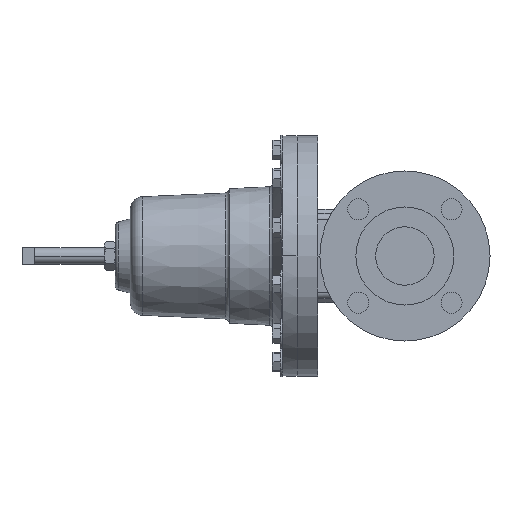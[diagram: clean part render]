
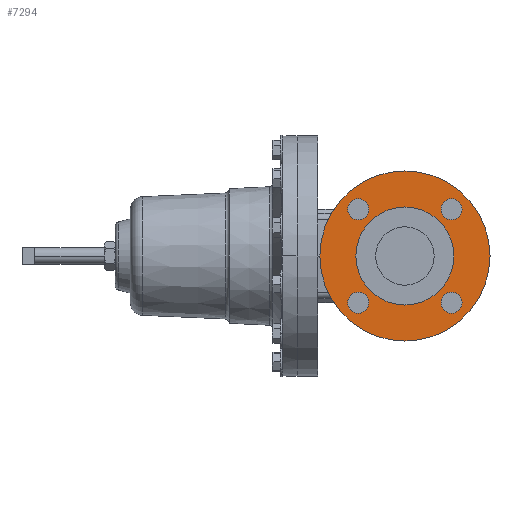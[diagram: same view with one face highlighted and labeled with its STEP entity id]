
A CAD part, left-side view. The second image highlights one B-rep face of the part: STEP entity #7294.
In plain terms, the highlighted planar face has unit normal (-1, 0, 0).
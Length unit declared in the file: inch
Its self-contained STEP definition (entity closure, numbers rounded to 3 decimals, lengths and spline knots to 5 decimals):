
#31 = EDGE_LOOP ( 'NONE', ( #17568, #18179 ) ) ;
#72 = DIRECTION ( 'NONE',  ( -1., 0., 0. ) ) ;
#204 = DIRECTION ( 'NONE',  ( -1., 0., 0. ) ) ;
#318 = VERTEX_POINT ( 'NONE', #2063 ) ;
#422 = AXIS2_PLACEMENT_3D ( 'NONE', #17129, #8751, #18059 ) ;
#738 = CARTESIAN_POINT ( 'NONE',  ( -4.33998, 1.37179, -1.68179 ) ) ;
#866 = DIRECTION ( 'NONE',  ( -1., 0., 0. ) ) ;
#1060 = DIRECTION ( 'NONE',  ( 0., 0., 1. ) ) ;
#1122 = AXIS2_PLACEMENT_3D ( 'NONE', #14319, #16949, #1702 ) ;
#1321 = EDGE_LOOP ( 'NONE', ( #9151, #10064 ) ) ;
#1364 = DIRECTION ( 'NONE',  ( 0., 0., -1. ) ) ;
#1702 = DIRECTION ( 'NONE',  ( 0., 0., -1. ) ) ;
#1767 = DIRECTION ( 'NONE',  ( 0., 0., -1. ) ) ;
#1769 = EDGE_CURVE ( 'NONE', #5212, #8303, #17996, .T. ) ;
#1840 = CIRCLE ( 'NONE', #9038, 1.44 ) ;
#2056 = VERTEX_POINT ( 'NONE', #16598 ) ;
#2063 = CARTESIAN_POINT ( 'NONE',  ( -4.33998, -1.37179, -1.68179 ) ) ;
#2256 = FACE_BOUND ( 'NONE', #9709, .T. ) ;
#2388 = VERTEX_POINT ( 'NONE', #5124 ) ;
#2415 = DIRECTION ( 'NONE',  ( -1., 0., 0. ) ) ;
#2601 = EDGE_CURVE ( 'NONE', #2388, #15747, #6837, .T. ) ;
#2795 = VERTEX_POINT ( 'NONE', #738 ) ;
#3059 = PLANE ( 'NONE',  #1122 ) ;
#3291 = CARTESIAN_POINT ( 'NONE',  ( -4.33998, 0., 1.44 ) ) ;
#3537 = CARTESIAN_POINT ( 'NONE',  ( -4.33998, 1.37179, -1.06179 ) ) ;
#3602 = VERTEX_POINT ( 'NONE', #13857 ) ;
#3988 = ORIENTED_EDGE ( 'NONE', *, *, #8198, .F. ) ;
#4404 = AXIS2_PLACEMENT_3D ( 'NONE', #4831, #10325, #1767 ) ;
#4452 = DIRECTION ( 'NONE',  ( 0., 0., -1. ) ) ;
#4514 = VERTEX_POINT ( 'NONE', #16390 ) ;
#4646 = FACE_OUTER_BOUND ( 'NONE', #1321, .T. ) ;
#4803 = DIRECTION ( 'NONE',  ( -1., 0., 0. ) ) ;
#4831 = CARTESIAN_POINT ( 'NONE',  ( -4.33998, 0., 0. ) ) ;
#4990 = ORIENTED_EDGE ( 'NONE', *, *, #9164, .F. ) ;
#5049 = ORIENTED_EDGE ( 'NONE', *, *, #10124, .F. ) ;
#5124 = CARTESIAN_POINT ( 'NONE',  ( -4.33998, 1.37179, 1.06179 ) ) ;
#5212 = VERTEX_POINT ( 'NONE', #16663 ) ;
#5335 = CIRCLE ( 'NONE', #5931, 0.31 ) ;
#5412 = CIRCLE ( 'NONE', #7029, 2.5 ) ;
#5647 = CARTESIAN_POINT ( 'NONE',  ( -4.33998, -1.37179, 1.37179 ) ) ;
#5931 = AXIS2_PLACEMENT_3D ( 'NONE', #17732, #9444, #1060 ) ;
#5969 = VERTEX_POINT ( 'NONE', #9211 ) ;
#5999 = CIRCLE ( 'NONE', #7927, 0.31 ) ;
#6027 = CARTESIAN_POINT ( 'NONE',  ( -4.33998, -1.37179, -1.06179 ) ) ;
#6298 = VERTEX_POINT ( 'NONE', #6027 ) ;
#6332 = ORIENTED_EDGE ( 'NONE', *, *, #1769, .F. ) ;
#6387 = CARTESIAN_POINT ( 'NONE',  ( -4.33998, -1.37179, -1.37179 ) ) ;
#6541 = DIRECTION ( 'NONE',  ( -1., 0., 0. ) ) ;
#6605 = EDGE_CURVE ( 'NONE', #6298, #318, #5999, .T. ) ;
#6691 = ORIENTED_EDGE ( 'NONE', *, *, #12880, .F. ) ;
#6814 = EDGE_LOOP ( 'NONE', ( #3988, #4990 ) ) ;
#6837 = CIRCLE ( 'NONE', #12180, 0.31 ) ;
#7029 = AXIS2_PLACEMENT_3D ( 'NONE', #12627, #204, #1364 ) ;
#7065 = DIRECTION ( 'NONE',  ( -1., 0., 0. ) ) ;
#7089 = FACE_BOUND ( 'NONE', #9469, .T. ) ;
#7294 = ADVANCED_FACE ( 'NONE', ( #7089, #13638, #12741, #16726, #4646, #2256 ), #3059, .T. ) ;
#7545 = EDGE_CURVE ( 'NONE', #13755, #2795, #5335, .T. ) ;
#7551 = CARTESIAN_POINT ( 'NONE',  ( -4.33998, 0., 0. ) ) ;
#7682 = CIRCLE ( 'NONE', #8506, 0.31 ) ;
#7883 = CARTESIAN_POINT ( 'NONE',  ( -4.33998, 1.37179, 1.68179 ) ) ;
#7919 = EDGE_CURVE ( 'NONE', #318, #6298, #11313, .T. ) ;
#7927 = AXIS2_PLACEMENT_3D ( 'NONE', #16394, #6541, #16319 ) ;
#7988 = DIRECTION ( 'NONE',  ( 0., 0., -1. ) ) ;
#8198 = EDGE_CURVE ( 'NONE', #2056, #4514, #15281, .T. ) ;
#8303 = VERTEX_POINT ( 'NONE', #3291 ) ;
#8506 = AXIS2_PLACEMENT_3D ( 'NONE', #10673, #2415, #14914 ) ;
#8612 = EDGE_CURVE ( 'NONE', #5969, #3602, #5412, .T. ) ;
#8751 = DIRECTION ( 'NONE',  ( -1., 0., 0. ) ) ;
#9038 = AXIS2_PLACEMENT_3D ( 'NONE', #7551, #4803, #10247 ) ;
#9151 = ORIENTED_EDGE ( 'NONE', *, *, #8612, .T. ) ;
#9164 = EDGE_CURVE ( 'NONE', #4514, #2056, #11281, .T. ) ;
#9211 = CARTESIAN_POINT ( 'NONE',  ( -4.33998, 0., -2.5 ) ) ;
#9258 = CARTESIAN_POINT ( 'NONE',  ( -4.33998, 0., 0. ) ) ;
#9266 = EDGE_LOOP ( 'NONE', ( #16216, #15549 ) ) ;
#9444 = DIRECTION ( 'NONE',  ( -1., 0., 0. ) ) ;
#9469 = EDGE_LOOP ( 'NONE', ( #10373, #6691 ) ) ;
#9709 = EDGE_LOOP ( 'NONE', ( #6332, #5049 ) ) ;
#10064 = ORIENTED_EDGE ( 'NONE', *, *, #10254, .T. ) ;
#10124 = EDGE_CURVE ( 'NONE', #8303, #5212, #1840, .T. ) ;
#10247 = DIRECTION ( 'NONE',  ( 0., 0., -1. ) ) ;
#10254 = EDGE_CURVE ( 'NONE', #3602, #5969, #16758, .T. ) ;
#10325 = DIRECTION ( 'NONE',  ( -1., 0., 0. ) ) ;
#10361 = CARTESIAN_POINT ( 'NONE',  ( -4.33998, 1.37179, -1.37179 ) ) ;
#10373 = ORIENTED_EDGE ( 'NONE', *, *, #2601, .F. ) ;
#10673 = CARTESIAN_POINT ( 'NONE',  ( -4.33998, 1.37179, 1.37179 ) ) ;
#11281 = CIRCLE ( 'NONE', #14906, 0.31 ) ;
#11313 = CIRCLE ( 'NONE', #15799, 0.31 ) ;
#11970 = DIRECTION ( 'NONE',  ( -1., 0., 0. ) ) ;
#12180 = AXIS2_PLACEMENT_3D ( 'NONE', #15474, #72, #12677 ) ;
#12183 = CIRCLE ( 'NONE', #12534, 0.31 ) ;
#12534 = AXIS2_PLACEMENT_3D ( 'NONE', #10361, #11970, #16086 ) ;
#12627 = CARTESIAN_POINT ( 'NONE',  ( -4.33998, 0., 0. ) ) ;
#12677 = DIRECTION ( 'NONE',  ( 0., -1., 0. ) ) ;
#12741 = FACE_BOUND ( 'NONE', #9266, .T. ) ;
#12880 = EDGE_CURVE ( 'NONE', #15747, #2388, #7682, .T. ) ;
#13470 = DIRECTION ( 'NONE',  ( 0., 1., 0. ) ) ;
#13638 = FACE_BOUND ( 'NONE', #31, .T. ) ;
#13755 = VERTEX_POINT ( 'NONE', #3537 ) ;
#13857 = CARTESIAN_POINT ( 'NONE',  ( -4.33998, 0., 2.5 ) ) ;
#14319 = CARTESIAN_POINT ( 'NONE',  ( -4.33998, -1.44, 0. ) ) ;
#14906 = AXIS2_PLACEMENT_3D ( 'NONE', #5647, #7065, #4452 ) ;
#14914 = DIRECTION ( 'NONE',  ( 0., -1., 0. ) ) ;
#15281 = CIRCLE ( 'NONE', #422, 0.31 ) ;
#15474 = CARTESIAN_POINT ( 'NONE',  ( -4.33998, 1.37179, 1.37179 ) ) ;
#15549 = ORIENTED_EDGE ( 'NONE', *, *, #6605, .F. ) ;
#15682 = EDGE_CURVE ( 'NONE', #2795, #13755, #12183, .T. ) ;
#15747 = VERTEX_POINT ( 'NONE', #7883 ) ;
#15799 = AXIS2_PLACEMENT_3D ( 'NONE', #6387, #17454, #13470 ) ;
#16086 = DIRECTION ( 'NONE',  ( 0., 0., 1. ) ) ;
#16216 = ORIENTED_EDGE ( 'NONE', *, *, #7919, .F. ) ;
#16319 = DIRECTION ( 'NONE',  ( 0., 1., 0. ) ) ;
#16324 = AXIS2_PLACEMENT_3D ( 'NONE', #9258, #866, #7988 ) ;
#16390 = CARTESIAN_POINT ( 'NONE',  ( -4.33998, -1.37179, 1.68179 ) ) ;
#16394 = CARTESIAN_POINT ( 'NONE',  ( -4.33998, -1.37179, -1.37179 ) ) ;
#16598 = CARTESIAN_POINT ( 'NONE',  ( -4.33998, -1.37179, 1.06179 ) ) ;
#16663 = CARTESIAN_POINT ( 'NONE',  ( -4.33998, 0., -1.44 ) ) ;
#16726 = FACE_BOUND ( 'NONE', #6814, .T. ) ;
#16758 = CIRCLE ( 'NONE', #16324, 2.5 ) ;
#16949 = DIRECTION ( 'NONE',  ( -1., 0., 0. ) ) ;
#17129 = CARTESIAN_POINT ( 'NONE',  ( -4.33998, -1.37179, 1.37179 ) ) ;
#17454 = DIRECTION ( 'NONE',  ( -1., 0., 0. ) ) ;
#17568 = ORIENTED_EDGE ( 'NONE', *, *, #15682, .F. ) ;
#17732 = CARTESIAN_POINT ( 'NONE',  ( -4.33998, 1.37179, -1.37179 ) ) ;
#17996 = CIRCLE ( 'NONE', #4404, 1.44 ) ;
#18059 = DIRECTION ( 'NONE',  ( 0., 0., -1. ) ) ;
#18179 = ORIENTED_EDGE ( 'NONE', *, *, #7545, .F. ) ;
